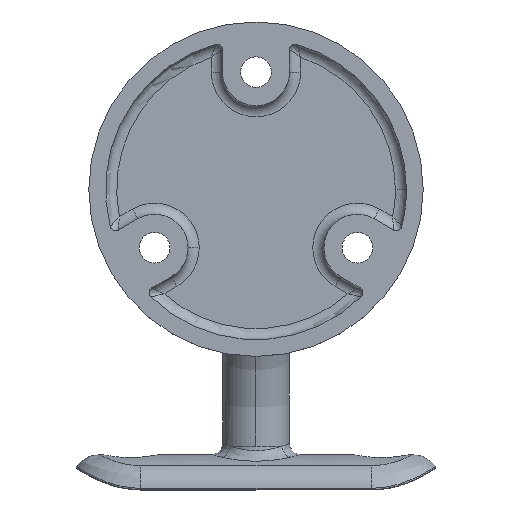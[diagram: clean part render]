
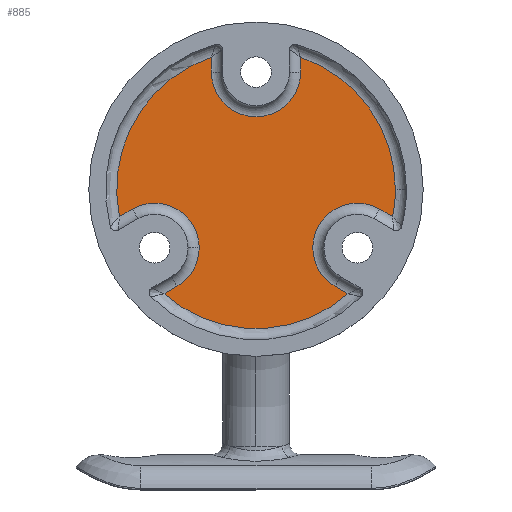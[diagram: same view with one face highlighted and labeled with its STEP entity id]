
A CAD part, top view. The second image highlights one B-rep face of the part: STEP entity #885.
In plain terms, the highlighted planar face has unit normal (0, 0, 1).
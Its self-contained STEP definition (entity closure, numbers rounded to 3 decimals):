
#39 = CARTESIAN_POINT ( 'NONE',  ( -22.187, -3.572, 2.5 ) ) ;
#55 = DIRECTION ( 'NONE',  ( 0., 0., -1. ) ) ;
#80 = EDGE_CURVE ( 'NONE', #2326, #570, #2147, .T. ) ;
#94 = AXIS2_PLACEMENT_3D ( 'NONE', #3995, #4012, #1381 ) ;
#95 = DIRECTION ( 'NONE',  ( 1., 0., 0. ) ) ;
#96 = VERTEX_POINT ( 'NONE', #343 ) ;
#110 = DIRECTION ( 'NONE',  ( 0.866, -0.5, 0. ) ) ;
#174 = CARTESIAN_POINT ( 'NONE',  ( -22.187, -3.572, 2.5 ) ) ;
#206 = VECTOR ( 'NONE', #2102, 1000. ) ;
#229 = EDGE_CURVE ( 'NONE', #3182, #709, #2556, .T. ) ;
#231 = CARTESIAN_POINT ( 'NONE',  ( -8., 0., 2.5 ) ) ;
#315 = DIRECTION ( 'NONE',  ( 1., 0., 0. ) ) ;
#343 = CARTESIAN_POINT ( 'NONE',  ( -10.187, -10.5, 2.5 ) ) ;
#386 = CARTESIAN_POINT ( 'NONE',  ( -18.187, -10.5, 2.5 ) ) ;
#388 = CIRCLE ( 'NONE', #502, 25. ) ;
#449 = AXIS2_PLACEMENT_3D ( 'NONE', #857, #55, #95 ) ;
#450 = LINE ( 'NONE', #1747, #4278 ) ;
#477 = EDGE_CURVE ( 'NONE', #1930, #2326, #2280, .T. ) ;
#502 = AXIS2_PLACEMENT_3D ( 'NONE', #2023, #1386, #3247 ) ;
#514 = CARTESIAN_POINT ( 'NONE',  ( 16.512, -18.771, 2.5 ) ) ;
#553 = VERTEX_POINT ( 'NONE', #2050 ) ;
#570 = VERTEX_POINT ( 'NONE', #3210 ) ;
#579 = DIRECTION ( 'NONE',  ( 0., -1., 0. ) ) ;
#709 = VERTEX_POINT ( 'NONE', #730 ) ;
#715 = CIRCLE ( 'NONE', #449, 8. ) ;
#730 = CARTESIAN_POINT ( 'NONE',  ( 14.187, -17.428, 2.5 ) ) ;
#768 = ORIENTED_EDGE ( 'NONE', *, *, #80, .T. ) ;
#779 = AXIS2_PLACEMENT_3D ( 'NONE', #2860, #4370, #1807 ) ;
#795 = DIRECTION ( 'NONE',  ( 0.866, 0.5, 0. ) ) ;
#857 = CARTESIAN_POINT ( 'NONE',  ( 18.187, -10.5, 2.5 ) ) ;
#885 = ADVANCED_FACE ( 'NONE', ( #3654 ), #4316, .T. ) ;
#957 = ORIENTED_EDGE ( 'NONE', *, *, #4725, .T. ) ;
#966 = CARTESIAN_POINT ( 'NONE',  ( -8., 23.685, 2.5 ) ) ;
#1028 = EDGE_CURVE ( 'NONE', #1120, #3687, #2030, .T. ) ;
#1034 = DIRECTION ( 'NONE',  ( -0.866, -0.5, 0. ) ) ;
#1112 = CARTESIAN_POINT ( 'NONE',  ( 24.512, -4.915, 2.5 ) ) ;
#1120 = VERTEX_POINT ( 'NONE', #3664 ) ;
#1247 = AXIS2_PLACEMENT_3D ( 'NONE', #1398, #2515, #2125 ) ;
#1381 = DIRECTION ( 'NONE',  ( 1., 0., 0. ) ) ;
#1386 = DIRECTION ( 'NONE',  ( 0., 0., 1. ) ) ;
#1398 = CARTESIAN_POINT ( 'NONE',  ( 0., 0., 2.5 ) ) ;
#1478 = ORIENTED_EDGE ( 'NONE', *, *, #4255, .T. ) ;
#1508 = EDGE_CURVE ( 'NONE', #4655, #1632, #388, .T. ) ;
#1527 = ORIENTED_EDGE ( 'NONE', *, *, #1572, .T. ) ;
#1532 = VERTEX_POINT ( 'NONE', #174 ) ;
#1572 = EDGE_CURVE ( 'NONE', #570, #1120, #4116, .T. ) ;
#1632 = VERTEX_POINT ( 'NONE', #4042 ) ;
#1724 = DIRECTION ( 'NONE',  ( 0., 0., 1. ) ) ;
#1747 = CARTESIAN_POINT ( 'NONE',  ( 4., -6.928, 2.5 ) ) ;
#1778 = EDGE_CURVE ( 'NONE', #4701, #553, #450, .T. ) ;
#1801 = AXIS2_PLACEMENT_3D ( 'NONE', #3225, #1724, #315 ) ;
#1807 = DIRECTION ( 'NONE',  ( 1., 0., 0. ) ) ;
#1878 = CIRCLE ( 'NONE', #779, 8. ) ;
#1907 = CARTESIAN_POINT ( 'NONE',  ( 4., 6.928, 2.5 ) ) ;
#1930 = VERTEX_POINT ( 'NONE', #2076 ) ;
#1932 = CARTESIAN_POINT ( 'NONE',  ( 8., 21., 2.5 ) ) ;
#1994 = EDGE_CURVE ( 'NONE', #4428, #4655, #4671, .T. ) ;
#2023 = CARTESIAN_POINT ( 'NONE',  ( 0., 0., 2.5 ) ) ;
#2030 = LINE ( 'NONE', #4284, #4017 ) ;
#2050 = CARTESIAN_POINT ( 'NONE',  ( -16.512, -18.771, 2.5 ) ) ;
#2076 = CARTESIAN_POINT ( 'NONE',  ( 22.187, -3.572, 2.5 ) ) ;
#2098 = ORIENTED_EDGE ( 'NONE', *, *, #3751, .T. ) ;
#2102 = DIRECTION ( 'NONE',  ( 0., 1., 0. ) ) ;
#2125 = DIRECTION ( 'NONE',  ( 1., 0., 0. ) ) ;
#2144 = CARTESIAN_POINT ( 'NONE',  ( -14.187, -17.428, 2.5 ) ) ;
#2147 = CIRCLE ( 'NONE', #94, 25. ) ;
#2171 = CARTESIAN_POINT ( 'NONE',  ( 14.187, -17.428, 2.5 ) ) ;
#2216 = EDGE_LOOP ( 'NONE', ( #3091, #2408, #2626, #4378, #3388, #2098, #4025, #768, #1527, #3668, #957, #2266, #4491, #1478 ) ) ;
#2266 = ORIENTED_EDGE ( 'NONE', *, *, #1994, .T. ) ;
#2280 = LINE ( 'NONE', #1907, #4543 ) ;
#2299 = DIRECTION ( 'NONE',  ( 0., 0., -1. ) ) ;
#2326 = VERTEX_POINT ( 'NONE', #1112 ) ;
#2336 = VECTOR ( 'NONE', #2543, 1000. ) ;
#2408 = ORIENTED_EDGE ( 'NONE', *, *, #3594, .T. ) ;
#2515 = DIRECTION ( 'NONE',  ( 0., 0., 1. ) ) ;
#2543 = DIRECTION ( 'NONE',  ( -0.866, 0.5, 0. ) ) ;
#2556 = LINE ( 'NONE', #2171, #2336 ) ;
#2557 = LINE ( 'NONE', #39, #3560 ) ;
#2626 = ORIENTED_EDGE ( 'NONE', *, *, #1778, .T. ) ;
#2828 = AXIS2_PLACEMENT_3D ( 'NONE', #386, #4417, #3671 ) ;
#2860 = CARTESIAN_POINT ( 'NONE',  ( 0., 21., 2.5 ) ) ;
#2948 = CARTESIAN_POINT ( 'NONE',  ( -8., 21., 2.5 ) ) ;
#2978 = CIRCLE ( 'NONE', #3835, 8. ) ;
#3013 = CARTESIAN_POINT ( 'NONE',  ( -18.187, -10.5, 2.5 ) ) ;
#3091 = ORIENTED_EDGE ( 'NONE', *, *, #3713, .T. ) ;
#3182 = VERTEX_POINT ( 'NONE', #514 ) ;
#3210 = CARTESIAN_POINT ( 'NONE',  ( 25., 0., 2.5 ) ) ;
#3225 = CARTESIAN_POINT ( 'NONE',  ( 0., 0., 2.5 ) ) ;
#3247 = DIRECTION ( 'NONE',  ( 1., 0., 0. ) ) ;
#3261 = CARTESIAN_POINT ( 'NONE',  ( 0., 0., 2.5 ) ) ;
#3388 = ORIENTED_EDGE ( 'NONE', *, *, #229, .T. ) ;
#3434 = EDGE_CURVE ( 'NONE', #553, #3182, #4107, .T. ) ;
#3552 = CIRCLE ( 'NONE', #2828, 8. ) ;
#3560 = VECTOR ( 'NONE', #795, 1000. ) ;
#3578 = DIRECTION ( 'NONE',  ( 0., 0., 1. ) ) ;
#3594 = EDGE_CURVE ( 'NONE', #96, #4701, #3552, .T. ) ;
#3621 = AXIS2_PLACEMENT_3D ( 'NONE', #3261, #3578, #3960 ) ;
#3654 = FACE_OUTER_BOUND ( 'NONE', #2216, .T. ) ;
#3664 = CARTESIAN_POINT ( 'NONE',  ( 8., 23.685, 2.5 ) ) ;
#3668 = ORIENTED_EDGE ( 'NONE', *, *, #1028, .T. ) ;
#3671 = DIRECTION ( 'NONE',  ( 1., 0., 0. ) ) ;
#3687 = VERTEX_POINT ( 'NONE', #1932 ) ;
#3713 = EDGE_CURVE ( 'NONE', #1532, #96, #2978, .T. ) ;
#3751 = EDGE_CURVE ( 'NONE', #709, #1930, #715, .T. ) ;
#3835 = AXIS2_PLACEMENT_3D ( 'NONE', #3013, #2299, #4554 ) ;
#3960 = DIRECTION ( 'NONE',  ( 1., 0., 0. ) ) ;
#3995 = CARTESIAN_POINT ( 'NONE',  ( 0., 0., 2.5 ) ) ;
#4012 = DIRECTION ( 'NONE',  ( 0., 0., 1. ) ) ;
#4017 = VECTOR ( 'NONE', #579, 1000. ) ;
#4025 = ORIENTED_EDGE ( 'NONE', *, *, #477, .T. ) ;
#4042 = CARTESIAN_POINT ( 'NONE',  ( -24.512, -4.915, 2.5 ) ) ;
#4107 = CIRCLE ( 'NONE', #1801, 25. ) ;
#4116 = CIRCLE ( 'NONE', #1247, 25. ) ;
#4255 = EDGE_CURVE ( 'NONE', #1632, #1532, #2557, .T. ) ;
#4278 = VECTOR ( 'NONE', #1034, 1000. ) ;
#4284 = CARTESIAN_POINT ( 'NONE',  ( 8., 21., 2.5 ) ) ;
#4316 = PLANE ( 'NONE',  #3621 ) ;
#4370 = DIRECTION ( 'NONE',  ( 0., 0., -1. ) ) ;
#4378 = ORIENTED_EDGE ( 'NONE', *, *, #3434, .T. ) ;
#4417 = DIRECTION ( 'NONE',  ( 0., 0., -1. ) ) ;
#4428 = VERTEX_POINT ( 'NONE', #2948 ) ;
#4491 = ORIENTED_EDGE ( 'NONE', *, *, #1508, .T. ) ;
#4543 = VECTOR ( 'NONE', #110, 1000. ) ;
#4554 = DIRECTION ( 'NONE',  ( 1., 0., 0. ) ) ;
#4655 = VERTEX_POINT ( 'NONE', #966 ) ;
#4671 = LINE ( 'NONE', #231, #206 ) ;
#4701 = VERTEX_POINT ( 'NONE', #2144 ) ;
#4725 = EDGE_CURVE ( 'NONE', #3687, #4428, #1878, .T. ) ;
